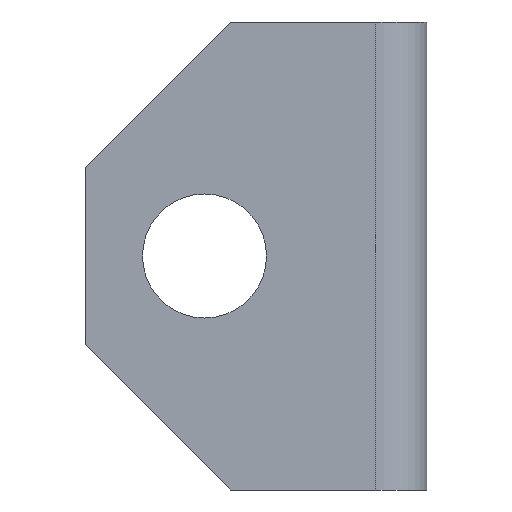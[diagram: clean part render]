
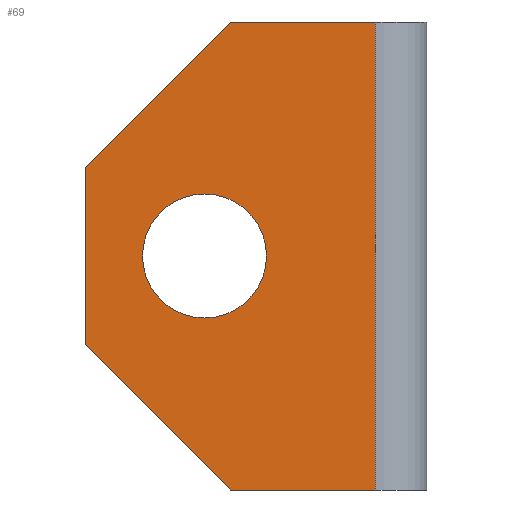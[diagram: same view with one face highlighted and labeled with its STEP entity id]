
A CAD part, left-side view. The second image highlights one B-rep face of the part: STEP entity #69.
In plain terms, the highlighted planar face has unit normal (-1, 0, 0).
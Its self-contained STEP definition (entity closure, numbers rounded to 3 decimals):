
#3 = PLANE ( 'NONE',  #398 ) ;
#16 = CARTESIAN_POINT ( 'NONE',  ( 0., 18.542, -12.7 ) ) ;
#17 = DIRECTION ( 'NONE',  ( 0., 1., 0. ) ) ;
#25 = LINE ( 'NONE', #551, #599 ) ;
#38 = VECTOR ( 'NONE', #558, 1000. ) ;
#39 = VECTOR ( 'NONE', #263, 1000. ) ;
#47 = CARTESIAN_POINT ( 'NONE',  ( 0., 18.542, -12.7 ) ) ;
#69 = ADVANCED_FACE ( 'NONE', ( #179, #317 ), #3, .T. ) ;
#71 = VERTEX_POINT ( 'NONE', #363 ) ;
#95 = EDGE_CURVE ( 'NONE', #603, #301, #231, .T. ) ;
#103 = AXIS2_PLACEMENT_3D ( 'NONE', #373, #416, #280 ) ;
#105 = LINE ( 'NONE', #480, #475 ) ;
#115 = VECTOR ( 'NONE', #199, 1000. ) ;
#116 = VERTEX_POINT ( 'NONE', #564 ) ;
#135 = VERTEX_POINT ( 'NONE', #472 ) ;
#159 = ORIENTED_EDGE ( 'NONE', *, *, #95, .T. ) ;
#168 = ORIENTED_EDGE ( 'NONE', *, *, #466, .F. ) ;
#179 = FACE_BOUND ( 'NONE', #341, .T. ) ;
#185 = LINE ( 'NONE', #276, #591 ) ;
#199 = DIRECTION ( 'NONE',  ( 0., -1., 0. ) ) ;
#205 = CARTESIAN_POINT ( 'NONE',  ( 0., 10.668, -12.7 ) ) ;
#206 = DIRECTION ( 'NONE',  ( 0., 0.707, 0.707 ) ) ;
#213 = CARTESIAN_POINT ( 'NONE',  ( 0., 10.668, 12.7 ) ) ;
#224 = LINE ( 'NONE', #268, #39 ) ;
#231 = LINE ( 'NONE', #566, #38 ) ;
#236 = DIRECTION ( 'NONE',  ( -1., 0., 0. ) ) ;
#243 = VERTEX_POINT ( 'NONE', #379 ) ;
#244 = LINE ( 'NONE', #16, #115 ) ;
#246 = CARTESIAN_POINT ( 'NONE',  ( 0., 12.065, 0. ) ) ;
#259 = EDGE_CURVE ( 'NONE', #135, #116, #105, .T. ) ;
#263 = DIRECTION ( 'NONE',  ( 0., -1., 0. ) ) ;
#268 = CARTESIAN_POINT ( 'NONE',  ( 0., 18.542, 12.7 ) ) ;
#270 = DIRECTION ( 'NONE',  ( 0., 1., 0. ) ) ;
#272 = EDGE_CURVE ( 'NONE', #243, #71, #426, .T. ) ;
#276 = CARTESIAN_POINT ( 'NONE',  ( 0., 18.542, -12.7 ) ) ;
#280 = DIRECTION ( 'NONE',  ( 0., 1., 0. ) ) ;
#297 = ORIENTED_EDGE ( 'NONE', *, *, #602, .T. ) ;
#300 = DIRECTION ( 'NONE',  ( 0., 0., 1. ) ) ;
#301 = VERTEX_POINT ( 'NONE', #319 ) ;
#309 = EDGE_LOOP ( 'NONE', ( #168, #357, #297, #396, #473, #159 ) ) ;
#317 = FACE_OUTER_BOUND ( 'NONE', #309, .T. ) ;
#319 = CARTESIAN_POINT ( 'NONE',  ( 0., 18.542, 4.826 ) ) ;
#341 = EDGE_LOOP ( 'NONE', ( #457, #492 ) ) ;
#357 = ORIENTED_EDGE ( 'NONE', *, *, #372, .F. ) ;
#358 = CIRCLE ( 'NONE', #103, 3.366 ) ;
#363 = CARTESIAN_POINT ( 'NONE',  ( 0., 8.7, 0. ) ) ;
#372 = EDGE_CURVE ( 'NONE', #596, #491, #25, .T. ) ;
#373 = CARTESIAN_POINT ( 'NONE',  ( 0., 12.065, 0. ) ) ;
#379 = CARTESIAN_POINT ( 'NONE',  ( 0., 15.431, 0. ) ) ;
#396 = ORIENTED_EDGE ( 'NONE', *, *, #259, .T. ) ;
#398 = AXIS2_PLACEMENT_3D ( 'NONE', #47, #236, #270 ) ;
#416 = DIRECTION ( 'NONE',  ( 1., 0., 0. ) ) ;
#426 = CIRCLE ( 'NONE', #516, 3.366 ) ;
#434 = DIRECTION ( 'NONE',  ( 1., 0., 0. ) ) ;
#438 = EDGE_CURVE ( 'NONE', #71, #243, #358, .T. ) ;
#457 = ORIENTED_EDGE ( 'NONE', *, *, #272, .T. ) ;
#466 = EDGE_CURVE ( 'NONE', #491, #301, #185, .T. ) ;
#472 = CARTESIAN_POINT ( 'NONE',  ( 0., 2.794, -12.7 ) ) ;
#473 = ORIENTED_EDGE ( 'NONE', *, *, #609, .F. ) ;
#475 = VECTOR ( 'NONE', #300, 1000. ) ;
#480 = CARTESIAN_POINT ( 'NONE',  ( 0., 2.794, -12.7 ) ) ;
#491 = VERTEX_POINT ( 'NONE', #563 ) ;
#492 = ORIENTED_EDGE ( 'NONE', *, *, #438, .T. ) ;
#516 = AXIS2_PLACEMENT_3D ( 'NONE', #246, #434, #17 ) ;
#551 = CARTESIAN_POINT ( 'NONE',  ( 0., 18.542, -4.826 ) ) ;
#558 = DIRECTION ( 'NONE',  ( 0., 0.707, -0.707 ) ) ;
#563 = CARTESIAN_POINT ( 'NONE',  ( 0., 18.542, -4.826 ) ) ;
#564 = CARTESIAN_POINT ( 'NONE',  ( 0., 2.794, 12.7 ) ) ;
#565 = DIRECTION ( 'NONE',  ( 0., 0., 1. ) ) ;
#566 = CARTESIAN_POINT ( 'NONE',  ( 0., 18.542, 4.826 ) ) ;
#591 = VECTOR ( 'NONE', #565, 1000. ) ;
#596 = VERTEX_POINT ( 'NONE', #205 ) ;
#599 = VECTOR ( 'NONE', #206, 1000. ) ;
#602 = EDGE_CURVE ( 'NONE', #596, #135, #244, .T. ) ;
#603 = VERTEX_POINT ( 'NONE', #213 ) ;
#609 = EDGE_CURVE ( 'NONE', #603, #116, #224, .T. ) ;
